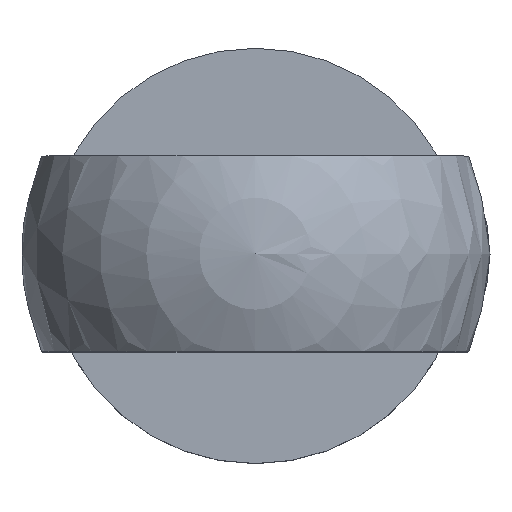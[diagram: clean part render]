
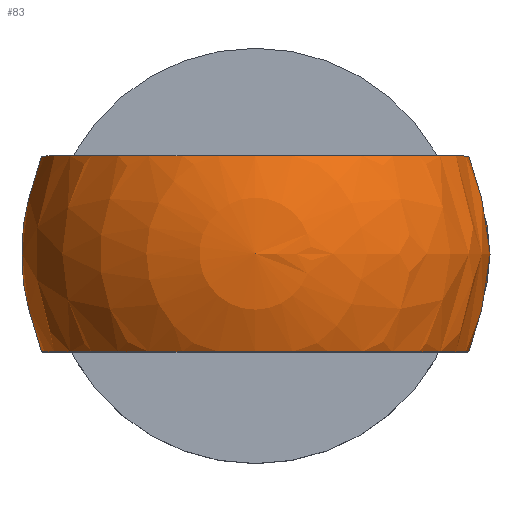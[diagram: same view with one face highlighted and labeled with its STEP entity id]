
A CAD part, top view. The second image highlights one B-rep face of the part: STEP entity #83.
In plain terms, the highlighted spherical face has radius 24 mm.
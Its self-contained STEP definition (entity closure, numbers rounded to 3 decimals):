
#59=SPHERICAL_SURFACE('',#653,24.);
#83=ADVANCED_FACE('',(#157,#158,#159,#160),#59,.T.);
#157=FACE_BOUND('',#201,.T.);
#158=FACE_BOUND('',#202,.T.);
#159=FACE_BOUND('',#203,.T.);
#160=FACE_BOUND('',#204,.T.);
#201=EDGE_LOOP('',(#266));
#202=EDGE_LOOP('',(#267));
#203=EDGE_LOOP('',(#268));
#204=EDGE_LOOP('',(#269));
#266=ORIENTED_EDGE('',*,*,#420,.F.);
#267=ORIENTED_EDGE('',*,*,#421,.F.);
#268=ORIENTED_EDGE('',*,*,#422,.F.);
#269=ORIENTED_EDGE('',*,*,#423,.F.);
#374=VERTEX_POINT('',#1032);
#375=VERTEX_POINT('',#1034);
#376=VERTEX_POINT('',#1036);
#377=VERTEX_POINT('',#1038);
#420=EDGE_CURVE('',#374,#374,#471,.T.);
#421=EDGE_CURVE('',#375,#375,#472,.T.);
#422=EDGE_CURVE('',#376,#376,#473,.T.);
#423=EDGE_CURVE('',#377,#377,#474,.T.);
#471=CIRCLE('',#649,2.5);
#472=CIRCLE('',#650,21.817);
#473=CIRCLE('',#651,6.);
#474=CIRCLE('',#652,21.817);
#649=AXIS2_PLACEMENT_3D('',#1031,#748,#749);
#650=AXIS2_PLACEMENT_3D('',#1033,#750,#751);
#651=AXIS2_PLACEMENT_3D('',#1035,#752,#753);
#652=AXIS2_PLACEMENT_3D('',#1037,#754,#755);
#653=AXIS2_PLACEMENT_3D('',#1039,#756,#757);
#748=DIRECTION('',(0.574,0.,-0.819));
#749=DIRECTION('',(0.819,0.,0.574));
#750=DIRECTION('',(0.,1.,0.));
#751=DIRECTION('',(0.,0.,1.));
#752=DIRECTION('',(0.,0.,-1.));
#753=DIRECTION('',(1.,0.,0.));
#754=DIRECTION('',(0.,-1.,0.));
#755=DIRECTION('',(0.,0.,-1.));
#756=DIRECTION('',(0.,0.,1.));
#757=DIRECTION('',(1.,0.,0.));
#1031=CARTESIAN_POINT('',(13.691,0.,100.447));
#1032=CARTESIAN_POINT('',(15.739,0.,101.881));
#1033=CARTESIAN_POINT('',(0.,10.,120.));
#1034=CARTESIAN_POINT('',(0.,10.,141.817));
#1035=CARTESIAN_POINT('',(0.,0.,96.762));
#1036=CARTESIAN_POINT('',(6.,0.,96.762));
#1037=CARTESIAN_POINT('',(0.,-10.,120.));
#1038=CARTESIAN_POINT('',(0.,-10.,98.183));
#1039=CARTESIAN_POINT('',(0.,0.,120.));
